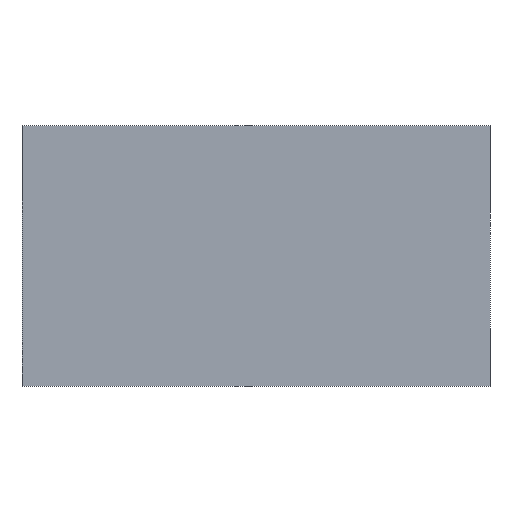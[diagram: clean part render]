
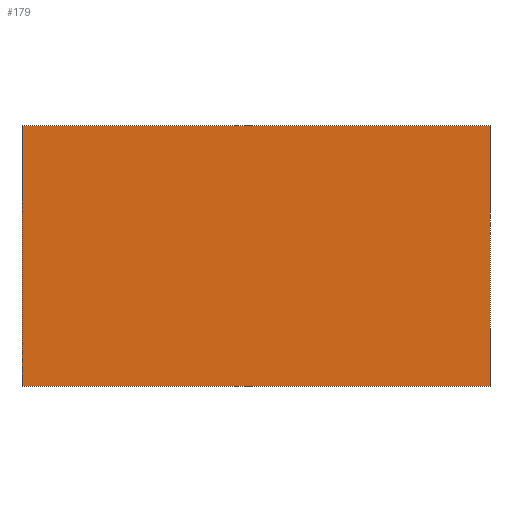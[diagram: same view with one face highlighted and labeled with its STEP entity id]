
A CAD part, front view. The second image highlights one B-rep face of the part: STEP entity #179.
In plain terms, the highlighted planar face has unit normal (0, -1, 0).
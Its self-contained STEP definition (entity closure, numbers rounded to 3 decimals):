
#7 = DIRECTION ( 'NONE',  ( 0., 0., 1. ) ) ;
#10 = ORIENTED_EDGE ( 'NONE', *, *, #334, .F. ) ;
#24 = DIRECTION ( 'NONE',  ( 0., 0., -1. ) ) ;
#34 = LINE ( 'NONE', #127, #113 ) ;
#62 = EDGE_CURVE ( 'NONE', #286, #224, #34, .T. ) ;
#73 = ORIENTED_EDGE ( 'NONE', *, *, #62, .F. ) ;
#75 = EDGE_CURVE ( 'NONE', #224, #253, #298, .T. ) ;
#93 = ORIENTED_EDGE ( 'NONE', *, *, #75, .F. ) ;
#111 = PLANE ( 'NONE',  #165 ) ;
#113 = VECTOR ( 'NONE', #130, 1000. ) ;
#127 = CARTESIAN_POINT ( 'NONE',  ( -4.5, -0.5, -2.5 ) ) ;
#130 = DIRECTION ( 'NONE',  ( -1., 0., 0. ) ) ;
#137 = CARTESIAN_POINT ( 'NONE',  ( 4.5, -0.5, -2.5 ) ) ;
#143 = CARTESIAN_POINT ( 'NONE',  ( 4.5, -0.5, 2.5 ) ) ;
#154 = VERTEX_POINT ( 'NONE', #143 ) ;
#165 = AXIS2_PLACEMENT_3D ( 'NONE', #137, #357, #316 ) ;
#177 = CARTESIAN_POINT ( 'NONE',  ( 4.5, -0.5, -2.5 ) ) ;
#179 = ADVANCED_FACE ( 'NONE', ( #200 ), #111, .T. ) ;
#200 = FACE_OUTER_BOUND ( 'NONE', #243, .T. ) ;
#208 = VECTOR ( 'NONE', #7, 1000. ) ;
#210 = DIRECTION ( 'NONE',  ( 1., 0., 0. ) ) ;
#219 = VECTOR ( 'NONE', #24, 1000. ) ;
#224 = VERTEX_POINT ( 'NONE', #288 ) ;
#235 = LINE ( 'NONE', #359, #299 ) ;
#243 = EDGE_LOOP ( 'NONE', ( #10, #310, #93, #73 ) ) ;
#253 = VERTEX_POINT ( 'NONE', #263 ) ;
#263 = CARTESIAN_POINT ( 'NONE',  ( -4.5, -0.5, 2.5 ) ) ;
#286 = VERTEX_POINT ( 'NONE', #177 ) ;
#288 = CARTESIAN_POINT ( 'NONE',  ( -4.5, -0.5, -2.5 ) ) ;
#298 = LINE ( 'NONE', #331, #208 ) ;
#299 = VECTOR ( 'NONE', #210, 1000. ) ;
#310 = ORIENTED_EDGE ( 'NONE', *, *, #370, .F. ) ;
#316 = DIRECTION ( 'NONE',  ( 0., 0., -1. ) ) ;
#331 = CARTESIAN_POINT ( 'NONE',  ( -4.5, -0.5, 2.5 ) ) ;
#334 = EDGE_CURVE ( 'NONE', #154, #286, #376, .T. ) ;
#339 = CARTESIAN_POINT ( 'NONE',  ( 4.5, -0.5, 2.5 ) ) ;
#357 = DIRECTION ( 'NONE',  ( 0., -1., 0. ) ) ;
#359 = CARTESIAN_POINT ( 'NONE',  ( -4.5, -0.5, 2.5 ) ) ;
#370 = EDGE_CURVE ( 'NONE', #253, #154, #235, .T. ) ;
#376 = LINE ( 'NONE', #339, #219 ) ;
